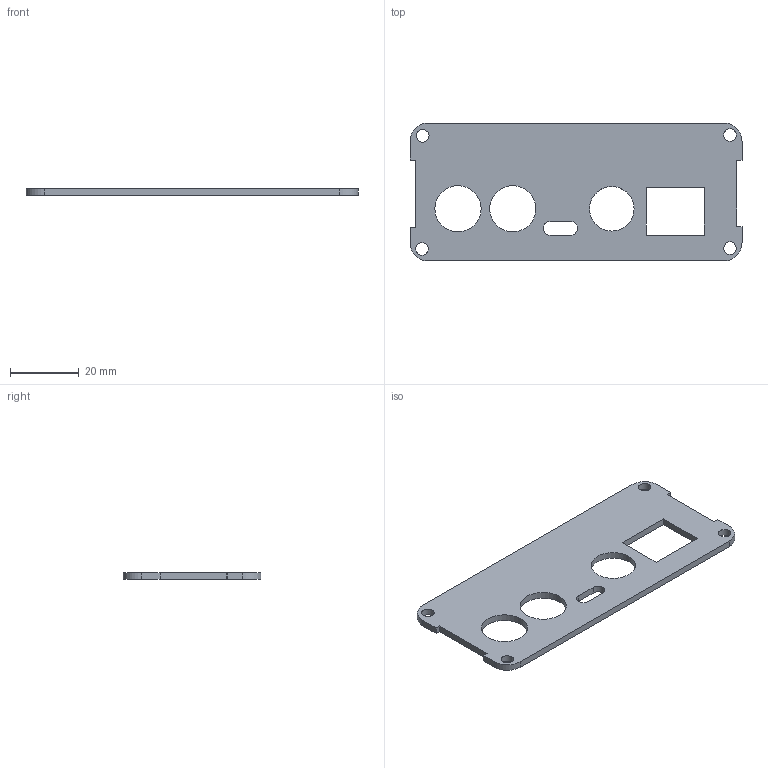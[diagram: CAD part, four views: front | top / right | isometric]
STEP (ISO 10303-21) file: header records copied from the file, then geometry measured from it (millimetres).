
FILE_DESCRIPTION(('FreeCAD Model'),'2;1');
FILE_NAME('Open CASCADE Shape Model','2024-05-27T20:40:40',(''),(''), 'Open CASCADE STEP processor 7.6','FreeCAD','Unknown');
FILE_SCHEMA(('AUTOMOTIVE_DESIGN { 1 0 10303 214 1 1 1 1 }'));
Length unit declared in the file: millimetre
Products named in the file (1): Back
Bounding box: 96.9 x 40.23 x 2 mm (x, y, z)
Volume: 6159.5 mm3; surface area: 7217.6 mm2
Topology: 1 solids, 1 shells, 37 faces, 105 edges, 70 vertices
Faces by surface type: plane 20, cylinder 17
Full cylindrical faces by diameter (mm): 3.65 x4, 13 x1, 13.5 x2
Entity records: 1271 total; most frequent: DIRECTION 215, CARTESIAN_POINT 213, ORIENTED_EDGE 210, EDGE_CURVE 105, AXIS2_PLACEMENT_3D 72, LINE 71, VECTOR 71, VERTEX_POINT 70
